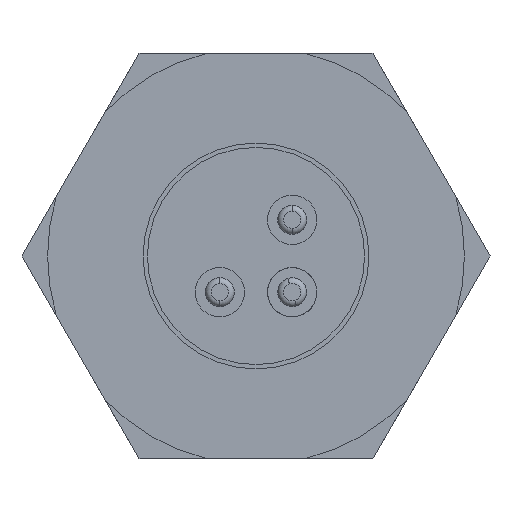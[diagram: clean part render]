
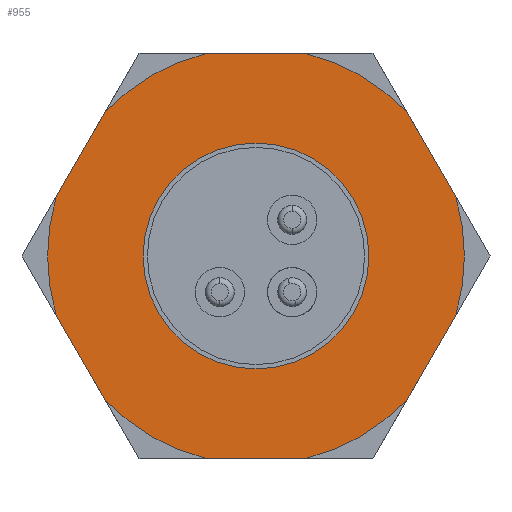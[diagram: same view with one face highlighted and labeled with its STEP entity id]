
A CAD part, left-side view. The second image highlights one B-rep face of the part: STEP entity #955.
In plain terms, the highlighted face is planar.
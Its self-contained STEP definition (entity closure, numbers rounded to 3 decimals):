
#54 = DIRECTION ( 'NONE',  ( 1., 0., 0. ) ) ;
#79 = ORIENTED_EDGE ( 'NONE', *, *, #7165, .T. ) ;
#93 = DIRECTION ( 'NONE',  ( 0., 0., -1. ) ) ;
#197 = CARTESIAN_POINT ( 'NONE',  ( 9.97, -0.843, 3.5 ) ) ;
#253 = ORIENTED_EDGE ( 'NONE', *, *, #8433, .F. ) ;
#337 = VERTEX_POINT ( 'NONE', #6393 ) ;
#384 = CIRCLE ( 'NONE', #9244, 3.6 ) ;
#687 = VECTOR ( 'NONE', #2497, 1000. ) ;
#833 = DIRECTION ( 'NONE',  ( 0., 0., -1. ) ) ;
#838 = CARTESIAN_POINT ( 'NONE',  ( 9.97, -2.021, 3.5 ) ) ;
#933 = LINE ( 'NONE', #838, #2337 ) ;
#955 = ADVANCED_FACE ( 'NONE', ( #1086, #2262 ), #6102, .T. ) ;
#1072 = CARTESIAN_POINT ( 'NONE',  ( 9.97, -2.021, -3.5 ) ) ;
#1080 = CARTESIAN_POINT ( 'NONE',  ( 9.97, 0., -1.95 ) ) ;
#1086 = FACE_BOUND ( 'NONE', #5598, .T. ) ;
#1162 = LINE ( 'NONE', #1072, #687 ) ;
#1344 = CARTESIAN_POINT ( 'NONE',  ( 9.97, 0., 0. ) ) ;
#1400 = EDGE_CURVE ( 'NONE', #6568, #3269, #1951, .T. ) ;
#1418 = EDGE_CURVE ( 'NONE', #337, #6978, #3276, .T. ) ;
#1524 = DIRECTION ( 'NONE',  ( 0., 0., -1. ) ) ;
#1794 = CARTESIAN_POINT ( 'NONE',  ( 9.97, -2.61, -2.48 ) ) ;
#1895 = AXIS2_PLACEMENT_3D ( 'NONE', #2417, #5427, #93 ) ;
#1903 = CARTESIAN_POINT ( 'NONE',  ( 9.97, -3.452, 1.02 ) ) ;
#1926 = ORIENTED_EDGE ( 'NONE', *, *, #7480, .F. ) ;
#1951 = LINE ( 'NONE', #3891, #4734 ) ;
#1965 = CARTESIAN_POINT ( 'NONE',  ( 9.97, 0., 0. ) ) ;
#2087 = VERTEX_POINT ( 'NONE', #6148 ) ;
#2262 = FACE_OUTER_BOUND ( 'NONE', #4891, .T. ) ;
#2270 = EDGE_CURVE ( 'NONE', #5588, #3269, #4955, .T. ) ;
#2337 = VECTOR ( 'NONE', #3041, 1000. ) ;
#2417 = CARTESIAN_POINT ( 'NONE',  ( 9.97, 0., 0. ) ) ;
#2424 = CIRCLE ( 'NONE', #1895, 3.6 ) ;
#2497 = DIRECTION ( 'NONE',  ( 0., -1., 0. ) ) ;
#2499 = VERTEX_POINT ( 'NONE', #7899 ) ;
#2585 = DIRECTION ( 'NONE',  ( 0., 0., -1. ) ) ;
#2650 = CIRCLE ( 'NONE', #4285, 3.6 ) ;
#2721 = AXIS2_PLACEMENT_3D ( 'NONE', #3828, #54, #1524 ) ;
#2741 = DIRECTION ( 'NONE',  ( 1., 0., 0. ) ) ;
#2847 = CARTESIAN_POINT ( 'NONE',  ( 9.97, 0.843, 3.5 ) ) ;
#2936 = CARTESIAN_POINT ( 'NONE',  ( 9.97, 0.843, -3.5 ) ) ;
#2945 = AXIS2_PLACEMENT_3D ( 'NONE', #1965, #2741, #5872 ) ;
#3013 = LINE ( 'NONE', #4679, #4241 ) ;
#3041 = DIRECTION ( 'NONE',  ( 0., 0.5, 0.866 ) ) ;
#3233 = CARTESIAN_POINT ( 'NONE',  ( 9.97, 0., 0. ) ) ;
#3251 = DIRECTION ( 'NONE',  ( 0., 0., -1. ) ) ;
#3269 = VERTEX_POINT ( 'NONE', #2847 ) ;
#3276 = CIRCLE ( 'NONE', #6127, 1.95 ) ;
#3298 = CARTESIAN_POINT ( 'NONE',  ( 9.97, 0., 0. ) ) ;
#3340 = EDGE_CURVE ( 'NONE', #6385, #2087, #2650, .T. ) ;
#3589 = EDGE_CURVE ( 'NONE', #9725, #4443, #3013, .T. ) ;
#3691 = CARTESIAN_POINT ( 'NONE',  ( 9.97, -3.452, -1.02 ) ) ;
#3735 = EDGE_CURVE ( 'NONE', #8871, #2499, #9645, .T. ) ;
#3828 = CARTESIAN_POINT ( 'NONE',  ( 9.97, 0., 0. ) ) ;
#3891 = CARTESIAN_POINT ( 'NONE',  ( 9.97, 2.021, 3.5 ) ) ;
#3996 = CARTESIAN_POINT ( 'NONE',  ( 9.97, 0., 0. ) ) ;
#4066 = EDGE_CURVE ( 'NONE', #8871, #2087, #5571, .T. ) ;
#4241 = VECTOR ( 'NONE', #5479, 1000. ) ;
#4253 = EDGE_CURVE ( 'NONE', #6568, #7058, #384, .T. ) ;
#4285 = AXIS2_PLACEMENT_3D ( 'NONE', #1344, #4361, #6630 ) ;
#4361 = DIRECTION ( 'NONE',  ( 1., 0., 0. ) ) ;
#4416 = LINE ( 'NONE', #6683, #8268 ) ;
#4443 = VERTEX_POINT ( 'NONE', #3691 ) ;
#4468 = ORIENTED_EDGE ( 'NONE', *, *, #1418, .F. ) ;
#4679 = CARTESIAN_POINT ( 'NONE',  ( 9.97, -4.041, 0. ) ) ;
#4734 = VECTOR ( 'NONE', #7759, 1000. ) ;
#4754 = ORIENTED_EDGE ( 'NONE', *, *, #1400, .F. ) ;
#4871 = VERTEX_POINT ( 'NONE', #1903 ) ;
#4891 = EDGE_LOOP ( 'NONE', ( #8011, #9666, #6321, #4754, #6998, #1926, #9847, #7884, #79, #9532, #7951, #4902 ) ) ;
#4902 = ORIENTED_EDGE ( 'NONE', *, *, #4066, .F. ) ;
#4955 = CIRCLE ( 'NONE', #2721, 3.6 ) ;
#5155 = EDGE_CURVE ( 'NONE', #5588, #2499, #4416, .T. ) ;
#5161 = CARTESIAN_POINT ( 'NONE',  ( 9.97, -2.61, 2.48 ) ) ;
#5427 = DIRECTION ( 'NONE',  ( 1., 0., 0. ) ) ;
#5479 = DIRECTION ( 'NONE',  ( 0., -0.5, 0.866 ) ) ;
#5517 = CARTESIAN_POINT ( 'NONE',  ( 9.97, 2.61, 2.48 ) ) ;
#5571 = LINE ( 'NONE', #6476, #8101 ) ;
#5588 = VERTEX_POINT ( 'NONE', #5517 ) ;
#5598 = EDGE_LOOP ( 'NONE', ( #4468, #253 ) ) ;
#5608 = AXIS2_PLACEMENT_3D ( 'NONE', #6889, #7639, #833 ) ;
#5849 = VERTEX_POINT ( 'NONE', #7969 ) ;
#5872 = DIRECTION ( 'NONE',  ( 0., 0., -1. ) ) ;
#5921 = CARTESIAN_POINT ( 'NONE',  ( 9.97, 0., 0. ) ) ;
#6102 = PLANE ( 'NONE',  #5608 ) ;
#6127 = AXIS2_PLACEMENT_3D ( 'NONE', #3233, #9342, #8543 ) ;
#6148 = CARTESIAN_POINT ( 'NONE',  ( 9.97, 2.61, -2.48 ) ) ;
#6321 = ORIENTED_EDGE ( 'NONE', *, *, #2270, .T. ) ;
#6385 = VERTEX_POINT ( 'NONE', #2936 ) ;
#6393 = CARTESIAN_POINT ( 'NONE',  ( 9.97, 0., 1.95 ) ) ;
#6476 = CARTESIAN_POINT ( 'NONE',  ( 9.97, 2.021, -3.5 ) ) ;
#6480 = AXIS2_PLACEMENT_3D ( 'NONE', #3298, #7199, #2585 ) ;
#6568 = VERTEX_POINT ( 'NONE', #197 ) ;
#6630 = DIRECTION ( 'NONE',  ( 0., 0., -1. ) ) ;
#6660 = CARTESIAN_POINT ( 'NONE',  ( 9.97, 3.452, -1.02 ) ) ;
#6683 = CARTESIAN_POINT ( 'NONE',  ( 9.97, 4.041, 0. ) ) ;
#6889 = CARTESIAN_POINT ( 'NONE',  ( 9.97, 0., 0. ) ) ;
#6978 = VERTEX_POINT ( 'NONE', #1080 ) ;
#6998 = ORIENTED_EDGE ( 'NONE', *, *, #4253, .T. ) ;
#7058 = VERTEX_POINT ( 'NONE', #5161 ) ;
#7165 = EDGE_CURVE ( 'NONE', #9725, #5849, #7169, .T. ) ;
#7169 = CIRCLE ( 'NONE', #2945, 3.6 ) ;
#7199 = DIRECTION ( 'NONE',  ( 1., 0., 0. ) ) ;
#7397 = DIRECTION ( 'NONE',  ( 0., 0., -1. ) ) ;
#7467 = CIRCLE ( 'NONE', #6480, 1.95 ) ;
#7480 = EDGE_CURVE ( 'NONE', #4871, #7058, #933, .T. ) ;
#7530 = DIRECTION ( 'NONE',  ( 1., 0., 0. ) ) ;
#7609 = DIRECTION ( 'NONE',  ( 0., 0.5, -0.866 ) ) ;
#7616 = EDGE_CURVE ( 'NONE', #6385, #5849, #1162, .T. ) ;
#7639 = DIRECTION ( 'NONE',  ( 1., 0., 0. ) ) ;
#7759 = DIRECTION ( 'NONE',  ( 0., 1., 0. ) ) ;
#7884 = ORIENTED_EDGE ( 'NONE', *, *, #3589, .F. ) ;
#7899 = CARTESIAN_POINT ( 'NONE',  ( 9.97, 3.452, 1.02 ) ) ;
#7951 = ORIENTED_EDGE ( 'NONE', *, *, #3340, .T. ) ;
#7969 = CARTESIAN_POINT ( 'NONE',  ( 9.97, -0.843, -3.5 ) ) ;
#8011 = ORIENTED_EDGE ( 'NONE', *, *, #3735, .T. ) ;
#8101 = VECTOR ( 'NONE', #8774, 1000. ) ;
#8250 = EDGE_CURVE ( 'NONE', #4871, #4443, #2424, .T. ) ;
#8268 = VECTOR ( 'NONE', #7609, 1000. ) ;
#8433 = EDGE_CURVE ( 'NONE', #6978, #337, #7467, .T. ) ;
#8543 = DIRECTION ( 'NONE',  ( 0., 0., -1. ) ) ;
#8774 = DIRECTION ( 'NONE',  ( 0., -0.5, -0.866 ) ) ;
#8871 = VERTEX_POINT ( 'NONE', #6660 ) ;
#8973 = AXIS2_PLACEMENT_3D ( 'NONE', #3996, #9361, #3251 ) ;
#9244 = AXIS2_PLACEMENT_3D ( 'NONE', #5921, #7530, #7397 ) ;
#9342 = DIRECTION ( 'NONE',  ( 1., 0., 0. ) ) ;
#9361 = DIRECTION ( 'NONE',  ( 1., 0., 0. ) ) ;
#9532 = ORIENTED_EDGE ( 'NONE', *, *, #7616, .F. ) ;
#9645 = CIRCLE ( 'NONE', #8973, 3.6 ) ;
#9666 = ORIENTED_EDGE ( 'NONE', *, *, #5155, .F. ) ;
#9725 = VERTEX_POINT ( 'NONE', #1794 ) ;
#9847 = ORIENTED_EDGE ( 'NONE', *, *, #8250, .T. ) ;
